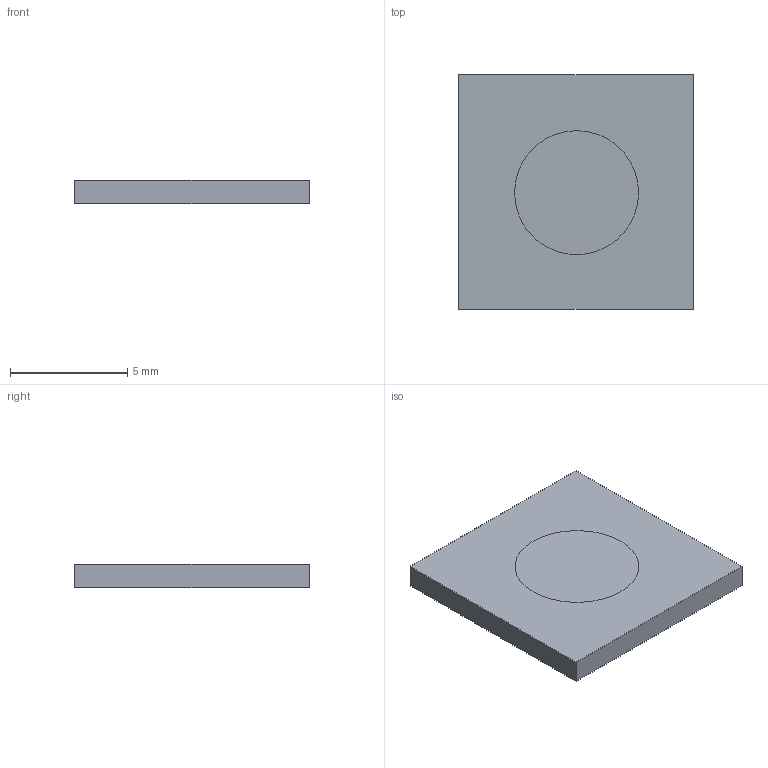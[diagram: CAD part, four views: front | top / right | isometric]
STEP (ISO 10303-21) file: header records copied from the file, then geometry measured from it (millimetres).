
FILE_DESCRIPTION(('FreeCAD Model'),'2;1');
FILE_NAME('plate_w_hole.step', '2017-11-03T18:08:46',('Author'),(''), 'Open CASCADE STEP processor 6.8','FreeCAD','Unknown');
FILE_SCHEMA(('AUTOMOTIVE_DESIGN_CC2 { 1 2 10303 214 -1 1 5 4 }'));
Length unit declared in the file: millimetre
Products named in the file (3): Pocket; Sketch; Cube
Bounding box: 10 x 10 x 1 mm (x, y, z)
Surface area: 452.7 mm2
Topology: 2 solids, 2 shells, 13 faces, 28 edges, 19 vertices
Faces by surface type: plane 12, cylinder 1
Full cylindrical faces by diameter (mm): 5.284 x1
Entity records: 766 total; most frequent: CARTESIAN_POINT 116, DIRECTION 113, LINE 77, VECTOR 77, ORIENTED_EDGE 54, PCURVE 54, DEFINITIONAL_REPRESENTATION 54, EDGE_CURVE 27
